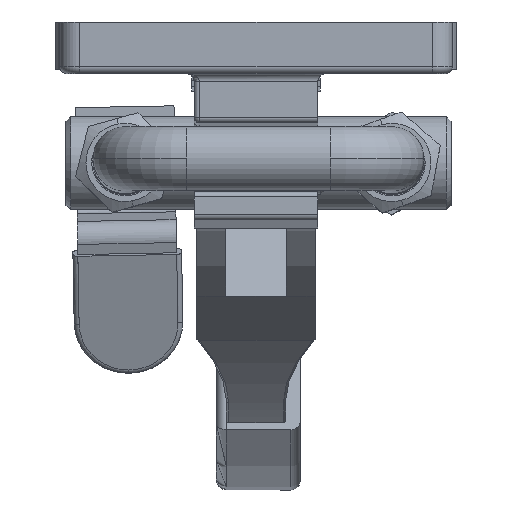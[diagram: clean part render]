
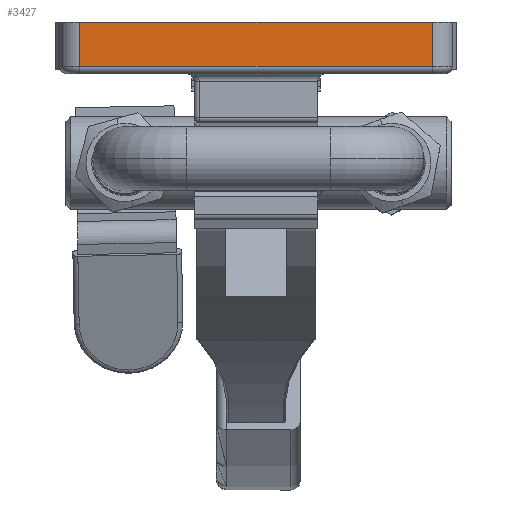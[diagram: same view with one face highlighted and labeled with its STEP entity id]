
A CAD part, left-side view. The second image highlights one B-rep face of the part: STEP entity #3427.
In plain terms, the highlighted planar face has unit normal (-1, 0, 0).
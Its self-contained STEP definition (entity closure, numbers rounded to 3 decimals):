
#1397 = DIRECTION ( 'NONE',  ( 0., -1., 0. ) ) ;
#3427 = ADVANCED_FACE ( 'NONE', ( #55315 ), #30644, .F. ) ;
#6029 = CARTESIAN_POINT ( 'NONE',  ( 0., 75.4, 0. ) ) ;
#6998 = ORIENTED_EDGE ( 'NONE', *, *, #58037, .F. ) ;
#7760 = DIRECTION ( 'NONE',  ( 1., 0., 0. ) ) ;
#9331 = VECTOR ( 'NONE', #32064, 1000. ) ;
#11133 = EDGE_LOOP ( 'NONE', ( #6998, #26031, #58963, #39924 ) ) ;
#11467 = DIRECTION ( 'NONE',  ( 0., 1., 0. ) ) ;
#12178 = CARTESIAN_POINT ( 'NONE',  ( 0., 75.4, 10.5 ) ) ;
#13221 = AXIS2_PLACEMENT_3D ( 'NONE', #12178, #7760, #39915 ) ;
#15702 = EDGE_CURVE ( 'NONE', #46288, #21261, #54171, .T. ) ;
#17185 = CARTESIAN_POINT ( 'NONE',  ( 0., 4., 9. ) ) ;
#21261 = VERTEX_POINT ( 'NONE', #57779 ) ;
#25605 = CARTESIAN_POINT ( 'NONE',  ( 0., 75.4, 9. ) ) ;
#26031 = ORIENTED_EDGE ( 'NONE', *, *, #28347, .T. ) ;
#28347 = EDGE_CURVE ( 'NONE', #53141, #46288, #46223, .T. ) ;
#29741 = CARTESIAN_POINT ( 'NONE',  ( 0., 75.4, 9. ) ) ;
#30644 = PLANE ( 'NONE',  #13221 ) ;
#32064 = DIRECTION ( 'NONE',  ( 0., 0., -1. ) ) ;
#32126 = DIRECTION ( 'NONE',  ( 0., 0., -1. ) ) ;
#33755 = LINE ( 'NONE', #59390, #9331 ) ;
#33976 = VECTOR ( 'NONE', #11467, 1000. ) ;
#39738 = EDGE_CURVE ( 'NONE', #21261, #59606, #53880, .T. ) ;
#39915 = DIRECTION ( 'NONE',  ( 0., 0., -1. ) ) ;
#39924 = ORIENTED_EDGE ( 'NONE', *, *, #39738, .T. ) ;
#40224 = VECTOR ( 'NONE', #1397, 1000. ) ;
#40515 = VECTOR ( 'NONE', #32126, 1000. ) ;
#42346 = CARTESIAN_POINT ( 'NONE',  ( 0., 4., 0. ) ) ;
#46223 = LINE ( 'NONE', #29741, #33976 ) ;
#46288 = VERTEX_POINT ( 'NONE', #25605 ) ;
#53141 = VERTEX_POINT ( 'NONE', #17185 ) ;
#53880 = LINE ( 'NONE', #6029, #40224 ) ;
#54171 = LINE ( 'NONE', #59266, #40515 ) ;
#55315 = FACE_OUTER_BOUND ( 'NONE', #11133, .T. ) ;
#57779 = CARTESIAN_POINT ( 'NONE',  ( 0., 75.4, 0. ) ) ;
#58037 = EDGE_CURVE ( 'NONE', #53141, #59606, #33755, .T. ) ;
#58963 = ORIENTED_EDGE ( 'NONE', *, *, #15702, .T. ) ;
#59266 = CARTESIAN_POINT ( 'NONE',  ( 0., 75.4, 10.5 ) ) ;
#59390 = CARTESIAN_POINT ( 'NONE',  ( 0., 4., 10.5 ) ) ;
#59606 = VERTEX_POINT ( 'NONE', #42346 ) ;
